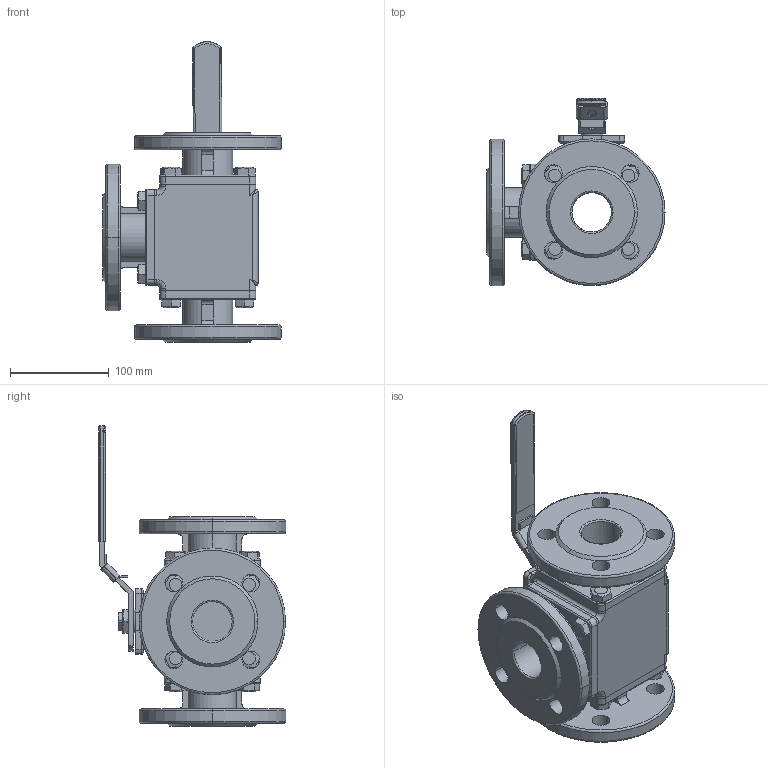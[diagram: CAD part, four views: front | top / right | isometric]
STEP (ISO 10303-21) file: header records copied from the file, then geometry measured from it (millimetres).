
FILE_DESCRIPTION(/* description */ ('Unknown','CAx-IF Rec.Pracs.---Representation and Presentation of Product Manufacturing Information (PMI)---4.0---2014-10-13','CAx-IF Rec.Pracs.---3D Tessellated Geometry---0.4---2014-09-14','2;1'),/* implementation_level */ '2;1');
FILE_NAME(/* name */ '9342_9343-08',/* time_stamp */ '2023-12-06T10:49:02+01:00',/* author */ ('Unknown'),/* organization */ ('Unknown'),/* preprocessor_version */ 'ST-DEVELOPER v18.102',/* originating_system */ 'Solid Edge',/* authorisation */ 'Unknown');
FILE_SCHEMA (('AP242_MANAGED_MODEL_BASED_3D_ENGINEERING_MIM_LF { 1 0 10303 442 1 1 4 }'));
Length unit declared in the file: millimetre
Products named in the file (14): MV-87DT DN40; 概极; 概裔; MV-85 DN50 BALL SEAT; 概裝; Bellevlle Washer; Nut Stopper; MV-85L-FGM-DN32; MV-85L-PD-DN32; MV-85L-S-DN32; MV-85L-KZ-DN32; MV-85L-ST-DN32; 蟈諉蹟邡; Thrust Washert
Assembly tree (28 placements, depth 2):
  MV-87DT DN40
    概极
    概裔  x3
    MV-85 DN50 BALL SEAT
    概裝
    Bellevlle Washer  x2
    Nut Stopper
    MV-85L-FGM-DN32  x2
    MV-85L-PD-DN32
    MV-85L-S-DN32
    MV-85L-KZ-DN32
    MV-85L-ST-DN32
    蟈諉蹟邡  x12
    Thrust Washert
Bounding box: 180.12 x 189.36 x 303.93 mm (x, y, z)
Volume: 1626820.3 mm3; surface area: 393824.6 mm2
Topology: 28 solids, 28 shells, 1133 faces, 2899 edges, 1872 vertices
Faces by surface type: plane 534, cylinder 389, cone 95, torus 57, bspline 56, sphere 2
Entity records: 30054 total; most frequent: CARTESIAN_POINT 9444, ORIENTED_EDGE 4190, DIRECTION 3884, EDGE_CURVE 2095, VERTEX_POINT 1360, AXIS2_PLACEMENT_3D 1360, LINE 1164, VECTOR 1164
